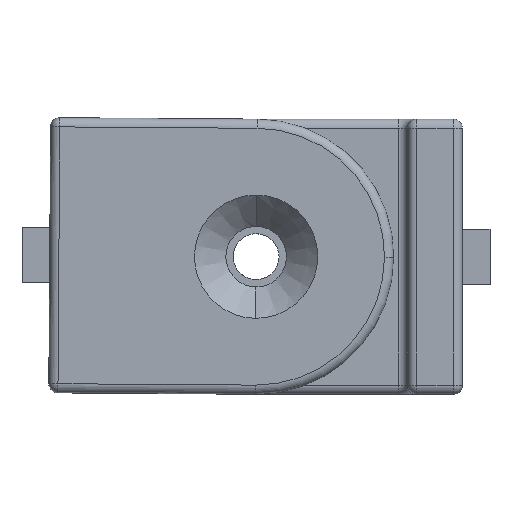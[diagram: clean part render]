
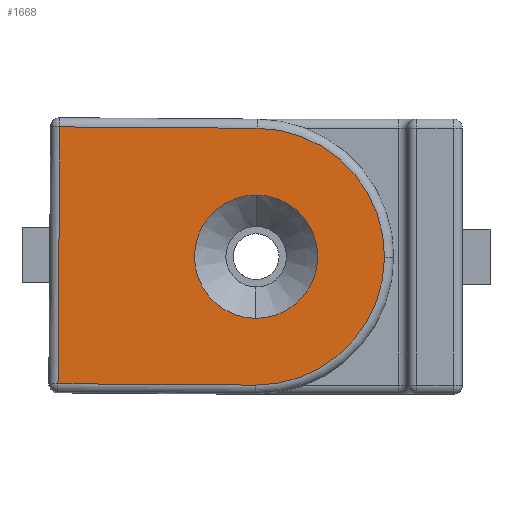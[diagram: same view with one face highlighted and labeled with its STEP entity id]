
A CAD part, left-side view. The second image highlights one B-rep face of the part: STEP entity #1668.
In plain terms, the highlighted face is planar.
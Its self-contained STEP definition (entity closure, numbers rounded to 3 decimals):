
#440 = EDGE_CURVE ( 'NONE', #447, #445, #2227, .T. ) ;
#445 = VERTEX_POINT ( 'NONE', #2228 ) ;
#447 = VERTEX_POINT ( 'NONE', #2229 ) ;
#1547 = VERTEX_POINT ( 'NONE', #3222 ) ;
#1551 = VERTEX_POINT ( 'NONE', #3220 ) ;
#1565 = EDGE_CURVE ( 'NONE', #1547, #1551, #3207, .T. ) ;
#1575 = VERTEX_POINT ( 'NONE', #3237 ) ;
#1580 = EDGE_CURVE ( 'NONE', #1575, #1672, #3229, .T. ) ;
#1582 = EDGE_CURVE ( 'NONE', #1551, #1575, #3287, .T. ) ;
#1584 = EDGE_LOOP ( 'NONE', ( #1585, #1634 ) ) ;
#1585 = ORIENTED_EDGE ( 'NONE', *, *, #1588, .F. ) ;
#1586 = ORIENTED_EDGE ( 'NONE', *, *, #1594, .T. ) ;
#1587 = EDGE_CURVE ( 'NONE', #1676, #1547, #3228, .T. ) ;
#1588 = EDGE_CURVE ( 'NONE', #445, #447, #3283, .T. ) ;
#1594 = EDGE_CURVE ( 'NONE', #1672, #1676, #3275, .T. ) ;
#1598 = ORIENTED_EDGE ( 'NONE', *, *, #1580, .T. ) ;
#1605 = ORIENTED_EDGE ( 'NONE', *, *, #1582, .T. ) ;
#1634 = ORIENTED_EDGE ( 'NONE', *, *, #440, .F. ) ;
#1668 = ADVANCED_FACE ( 'NONE', ( #3412, #3406 ), #3392, .F. ) ;
#1670 = EDGE_LOOP ( 'NONE', ( #1673, #1605, #1598, #1586, #1675 ) ) ;
#1672 = VERTEX_POINT ( 'NONE', #3411 ) ;
#1673 = ORIENTED_EDGE ( 'NONE', *, *, #1565, .T. ) ;
#1675 = ORIENTED_EDGE ( 'NONE', *, *, #1587, .T. ) ;
#1676 = VERTEX_POINT ( 'NONE', #3451 ) ;
#2224 = DIRECTION ( 'NONE',  ( 0., 0., -1. ) ) ;
#2225 = DIRECTION ( 'NONE',  ( 1., 0., 0. ) ) ;
#2226 = AXIS2_PLACEMENT_3D ( 'NONE', #2242, #2225, #2224 ) ;
#2227 = CIRCLE ( 'NONE', #2226, 6.72 ) ;
#2228 = CARTESIAN_POINT ( 'NONE',  ( 15., 22.5, -6.72 ) ) ;
#2229 = CARTESIAN_POINT ( 'NONE',  ( 15., 22.5, 6.72 ) ) ;
#2242 = CARTESIAN_POINT ( 'NONE',  ( 15., 22.5, 0. ) ) ;
#3207 = LINE ( 'NONE', #3258, #3257 ) ;
#3220 = CARTESIAN_POINT ( 'NONE',  ( 15., 22.5, -14. ) ) ;
#3222 = CARTESIAN_POINT ( 'NONE',  ( 15., 1., -14. ) ) ;
#3227 = AXIS2_PLACEMENT_3D ( 'NONE', #3255, #3282, #3281 ) ;
#3228 = LINE ( 'NONE', #3280, #3279 ) ;
#3229 = CIRCLE ( 'NONE', #3240, 14. ) ;
#3230 = CARTESIAN_POINT ( 'NONE',  ( 15., 22.5, 0. ) ) ;
#3237 = CARTESIAN_POINT ( 'NONE',  ( 15., 36.5, 0. ) ) ;
#3240 = AXIS2_PLACEMENT_3D ( 'NONE', #3254, #3241, #3285 ) ;
#3241 = DIRECTION ( 'NONE',  ( 1., 0., 0. ) ) ;
#3254 = CARTESIAN_POINT ( 'NONE',  ( 15., 22.5, 0. ) ) ;
#3255 = CARTESIAN_POINT ( 'NONE',  ( 15., 22.5, 0. ) ) ;
#3256 = DIRECTION ( 'NONE',  ( 0., 1., 0. ) ) ;
#3257 = VECTOR ( 'NONE', #3256, 1000. ) ;
#3258 = CARTESIAN_POINT ( 'NONE',  ( 15., 22.5, -14. ) ) ;
#3265 = DIRECTION ( 'NONE',  ( 0., -1., 0. ) ) ;
#3266 = VECTOR ( 'NONE', #3265, 1000. ) ;
#3267 = CARTESIAN_POINT ( 'NONE',  ( 15., 37.5, 14. ) ) ;
#3270 = DIRECTION ( 'NONE',  ( 0., 0., -1. ) ) ;
#3271 = DIRECTION ( 'NONE',  ( 1., 0., 0. ) ) ;
#3272 = AXIS2_PLACEMENT_3D ( 'NONE', #3230, #3271, #3270 ) ;
#3275 = LINE ( 'NONE', #3267, #3266 ) ;
#3278 = DIRECTION ( 'NONE',  ( 0., 0., -1. ) ) ;
#3279 = VECTOR ( 'NONE', #3278, 1000. ) ;
#3280 = CARTESIAN_POINT ( 'NONE',  ( 15., 1., 15. ) ) ;
#3281 = DIRECTION ( 'NONE',  ( 0., 0., 1. ) ) ;
#3282 = DIRECTION ( 'NONE',  ( 1., 0., 0. ) ) ;
#3283 = CIRCLE ( 'NONE', #3272, 6.72 ) ;
#3285 = DIRECTION ( 'NONE',  ( 0., 0., 1. ) ) ;
#3287 = CIRCLE ( 'NONE', #3227, 14. ) ;
#3358 = AXIS2_PLACEMENT_3D ( 'NONE', #3417, #3416, #3387 ) ;
#3387 = DIRECTION ( 'NONE',  ( 0., 0., 1. ) ) ;
#3392 = PLANE ( 'NONE',  #3358 ) ;
#3406 = FACE_BOUND ( 'NONE', #1584, .T. ) ;
#3411 = CARTESIAN_POINT ( 'NONE',  ( 15., 22.5, 14. ) ) ;
#3412 = FACE_OUTER_BOUND ( 'NONE', #1670, .T. ) ;
#3416 = DIRECTION ( 'NONE',  ( -1., 0., 0. ) ) ;
#3417 = CARTESIAN_POINT ( 'NONE',  ( 15., 37.5, 15. ) ) ;
#3451 = CARTESIAN_POINT ( 'NONE',  ( 15., 1., 14. ) ) ;
